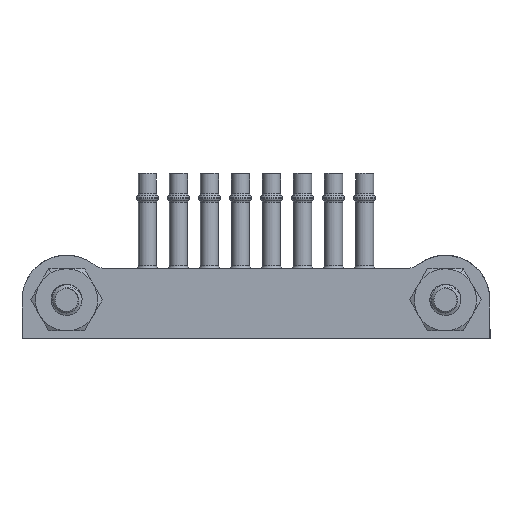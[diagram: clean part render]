
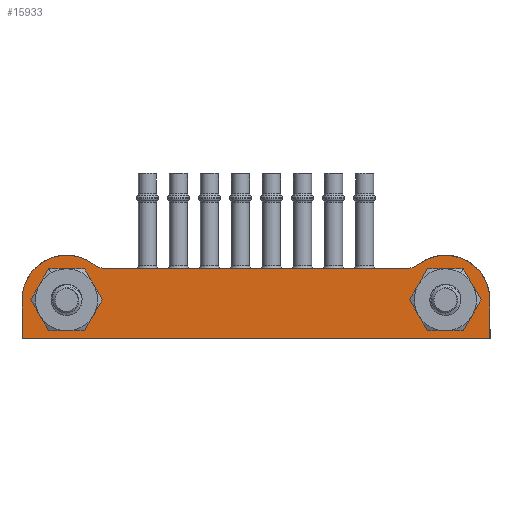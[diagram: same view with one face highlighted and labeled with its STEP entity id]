
A CAD part, front view. The second image highlights one B-rep face of the part: STEP entity #15933.
In plain terms, the highlighted face is planar.
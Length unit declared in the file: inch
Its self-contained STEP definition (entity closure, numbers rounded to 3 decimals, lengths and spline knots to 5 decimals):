
#182 = CIRCLE ( 'NONE', #18544, 0.0625 ) ;
#363 = ORIENTED_EDGE ( 'NONE', *, *, #13003, .T. ) ;
#418 = DIRECTION ( 'NONE',  ( 0., 0., 1. ) ) ;
#1271 = CARTESIAN_POINT ( 'NONE',  ( 0.59823, 0., 0.025 ) ) ;
#1346 = ORIENTED_EDGE ( 'NONE', *, *, #12579, .T. ) ;
#1959 = EDGE_CURVE ( 'NONE', #7215, #7569, #18816, .T. ) ;
#1998 = CARTESIAN_POINT ( 'NONE',  ( 0.76339, -0.125, 0.025 ) ) ;
#2173 = AXIS2_PLACEMENT_3D ( 'NONE', #1998, #418, #17480 ) ;
#2271 = CARTESIAN_POINT ( 'NONE',  ( 0.94251, -0.125, 0.025 ) ) ;
#2441 = CARTESIAN_POINT ( 'NONE',  ( 0.94251, -0.282, 0.025 ) ) ;
#2598 = DIRECTION ( 'NONE',  ( 0., 0., -1. ) ) ;
#3017 = EDGE_LOOP ( 'NONE', ( #363, #18757 ) ) ;
#3081 = CARTESIAN_POINT ( 'NONE',  ( -0.76339, -0.125, 0.025 ) ) ;
#3297 = CARTESIAN_POINT ( 'NONE',  ( 0.94251, -0.125, 0.025 ) ) ;
#3360 = EDGE_CURVE ( 'NONE', #14645, #11384, #10893, .T. ) ;
#3724 = DIRECTION ( 'NONE',  ( 0., 1., 0. ) ) ;
#4049 = VERTEX_POINT ( 'NONE', #12276 ) ;
#4150 = DIRECTION ( 'NONE',  ( 1., 0., 0. ) ) ;
#4168 = VECTOR ( 'NONE', #7665, 39.37008 ) ;
#4767 = AXIS2_PLACEMENT_3D ( 'NONE', #17677, #2598, #8657 ) ;
#4834 = CIRCLE ( 'NONE', #14972, 0.1 ) ;
#5036 = EDGE_LOOP ( 'NONE', ( #8085, #5822 ) ) ;
#5049 = EDGE_CURVE ( 'NONE', #13031, #7201, #182, .T. ) ;
#5547 = VERTEX_POINT ( 'NONE', #15229 ) ;
#5669 = CIRCLE ( 'NONE', #2173, 0.17911 ) ;
#5816 = EDGE_CURVE ( 'NONE', #12923, #6766, #10143, .T. ) ;
#5818 = CARTESIAN_POINT ( 'NONE',  ( -0.94289, -0.125, 0.025 ) ) ;
#5822 = ORIENTED_EDGE ( 'NONE', *, *, #9159, .T. ) ;
#5938 = CARTESIAN_POINT ( 'NONE',  ( -0.59759, 0.1, 0.025 ) ) ;
#6127 = CARTESIAN_POINT ( 'NONE',  ( 0.763, -0.1875, 0.025 ) ) ;
#6427 = CARTESIAN_POINT ( 'NONE',  ( 0.63511, 0., 0.025 ) ) ;
#6676 = VECTOR ( 'NONE', #8917, 39.37008 ) ;
#6766 = VERTEX_POINT ( 'NONE', #1271 ) ;
#6906 = DIRECTION ( 'NONE',  ( 1., 0., 0. ) ) ;
#7201 = VERTEX_POINT ( 'NONE', #6127 ) ;
#7215 = VERTEX_POINT ( 'NONE', #13572 ) ;
#7353 = FACE_OUTER_BOUND ( 'NONE', #11505, .T. ) ;
#7569 = VERTEX_POINT ( 'NONE', #9887 ) ;
#7633 = VECTOR ( 'NONE', #17139, 39.37008 ) ;
#7665 = DIRECTION ( 'NONE',  ( 0., 1., 0. ) ) ;
#7823 = LINE ( 'NONE', #6427, #7633 ) ;
#7913 = AXIS2_PLACEMENT_3D ( 'NONE', #3081, #14821, #13319 ) ;
#7961 = DIRECTION ( 'NONE',  ( 0., 0., 1. ) ) ;
#8055 = LINE ( 'NONE', #3297, #4168 ) ;
#8085 = ORIENTED_EDGE ( 'NONE', *, *, #5049, .T. ) ;
#8090 = EDGE_CURVE ( 'NONE', #5547, #16307, #8055, .T. ) ;
#8657 = DIRECTION ( 'NONE',  ( 1., 0., 0. ) ) ;
#8729 = EDGE_CURVE ( 'NONE', #4049, #5547, #17523, .T. ) ;
#8740 = ORIENTED_EDGE ( 'NONE', *, *, #14041, .T. ) ;
#8748 = FACE_BOUND ( 'NONE', #5036, .T. ) ;
#8917 = DIRECTION ( 'NONE',  ( 0., -1., 0. ) ) ;
#9159 = EDGE_CURVE ( 'NONE', #7201, #13031, #17546, .T. ) ;
#9403 = ORIENTED_EDGE ( 'NONE', *, *, #12252, .T. ) ;
#9445 = DIRECTION ( 'NONE',  ( 1., 0., 0. ) ) ;
#9887 = CARTESIAN_POINT ( 'NONE',  ( -0.763, -0.0625, 0.025 ) ) ;
#9967 = DIRECTION ( 'NONE',  ( 0., 0., -1. ) ) ;
#10143 = CIRCLE ( 'NONE', #4767, 0.1 ) ;
#10160 = CARTESIAN_POINT ( 'NONE',  ( -0.59759, 0., 0.025 ) ) ;
#10736 = CARTESIAN_POINT ( 'NONE',  ( -0.65691, 0.0195, 0.025 ) ) ;
#10893 = CIRCLE ( 'NONE', #19456, 0.17949 ) ;
#11357 = DIRECTION ( 'NONE',  ( 0., 1., 0. ) ) ;
#11384 = VERTEX_POINT ( 'NONE', #5818 ) ;
#11505 = EDGE_LOOP ( 'NONE', ( #19007, #19389, #9403, #14146, #1346, #8740, #19329, #14501 ) ) ;
#11937 = VERTEX_POINT ( 'NONE', #10160 ) ;
#11999 = CARTESIAN_POINT ( 'NONE',  ( -0.94289, -0.125, 0.025 ) ) ;
#12252 = EDGE_CURVE ( 'NONE', #16307, #12923, #5669, .T. ) ;
#12275 = DIRECTION ( 'NONE',  ( 0., 1., 0. ) ) ;
#12276 = CARTESIAN_POINT ( 'NONE',  ( -0.94289, -0.282, 0.025 ) ) ;
#12394 = EDGE_CURVE ( 'NONE', #11384, #4049, #16458, .T. ) ;
#12579 = EDGE_CURVE ( 'NONE', #6766, #11937, #7823, .T. ) ;
#12923 = VERTEX_POINT ( 'NONE', #18509 ) ;
#13003 = EDGE_CURVE ( 'NONE', #7569, #7215, #13351, .T. ) ;
#13031 = VERTEX_POINT ( 'NONE', #17209 ) ;
#13319 = DIRECTION ( 'NONE',  ( 1., 0., 0. ) ) ;
#13351 = CIRCLE ( 'NONE', #13680, 0.0625 ) ;
#13523 = CARTESIAN_POINT ( 'NONE',  ( -0.763, -0.125, 0.025 ) ) ;
#13572 = CARTESIAN_POINT ( 'NONE',  ( -0.763, -0.1875, 0.025 ) ) ;
#13606 = PLANE ( 'NONE',  #7913 ) ;
#13680 = AXIS2_PLACEMENT_3D ( 'NONE', #14258, #17311, #3724 ) ;
#14041 = EDGE_CURVE ( 'NONE', #11937, #14645, #4834, .T. ) ;
#14146 = ORIENTED_EDGE ( 'NONE', *, *, #5816, .T. ) ;
#14258 = CARTESIAN_POINT ( 'NONE',  ( -0.763, -0.125, 0.025 ) ) ;
#14501 = ORIENTED_EDGE ( 'NONE', *, *, #12394, .T. ) ;
#14546 = CARTESIAN_POINT ( 'NONE',  ( 0.763, -0.125, 0.025 ) ) ;
#14645 = VERTEX_POINT ( 'NONE', #10736 ) ;
#14821 = DIRECTION ( 'NONE',  ( 0., 0., 1. ) ) ;
#14972 = AXIS2_PLACEMENT_3D ( 'NONE', #5938, #19137, #4150 ) ;
#15018 = DIRECTION ( 'NONE',  ( 0., 1., 0. ) ) ;
#15159 = CARTESIAN_POINT ( 'NONE',  ( 0.763, -0.125, 0.025 ) ) ;
#15229 = CARTESIAN_POINT ( 'NONE',  ( 0.94251, -0.282, 0.025 ) ) ;
#15798 = CARTESIAN_POINT ( 'NONE',  ( -0.76339, -0.125, 0.025 ) ) ;
#15933 = ADVANCED_FACE ( 'NONE', ( #16772, #8748, #7353 ), #13606, .T. ) ;
#16293 = AXIS2_PLACEMENT_3D ( 'NONE', #13523, #18276, #15018 ) ;
#16307 = VERTEX_POINT ( 'NONE', #2271 ) ;
#16458 = LINE ( 'NONE', #11999, #6676 ) ;
#16772 = FACE_BOUND ( 'NONE', #3017, .T. ) ;
#17139 = DIRECTION ( 'NONE',  ( -1., 0., 0. ) ) ;
#17209 = CARTESIAN_POINT ( 'NONE',  ( 0.763, -0.0625, 0.025 ) ) ;
#17311 = DIRECTION ( 'NONE',  ( 0., 0., -1. ) ) ;
#17480 = DIRECTION ( 'NONE',  ( 1., 0., 0. ) ) ;
#17523 = LINE ( 'NONE', #2441, #18089 ) ;
#17546 = CIRCLE ( 'NONE', #18188, 0.0625 ) ;
#17677 = CARTESIAN_POINT ( 'NONE',  ( 0.59823, 0.1, 0.025 ) ) ;
#18089 = VECTOR ( 'NONE', #6906, 39.37008 ) ;
#18188 = AXIS2_PLACEMENT_3D ( 'NONE', #14546, #9967, #11357 ) ;
#18276 = DIRECTION ( 'NONE',  ( 0., 0., -1. ) ) ;
#18317 = DIRECTION ( 'NONE',  ( 0., 0., -1. ) ) ;
#18509 = CARTESIAN_POINT ( 'NONE',  ( 0.6574, 0.01939, 0.025 ) ) ;
#18544 = AXIS2_PLACEMENT_3D ( 'NONE', #15159, #18317, #12275 ) ;
#18757 = ORIENTED_EDGE ( 'NONE', *, *, #1959, .T. ) ;
#18816 = CIRCLE ( 'NONE', #16293, 0.0625 ) ;
#19007 = ORIENTED_EDGE ( 'NONE', *, *, #8729, .T. ) ;
#19137 = DIRECTION ( 'NONE',  ( 0., 0., -1. ) ) ;
#19329 = ORIENTED_EDGE ( 'NONE', *, *, #3360, .T. ) ;
#19389 = ORIENTED_EDGE ( 'NONE', *, *, #8090, .T. ) ;
#19456 = AXIS2_PLACEMENT_3D ( 'NONE', #15798, #7961, #9445 ) ;
